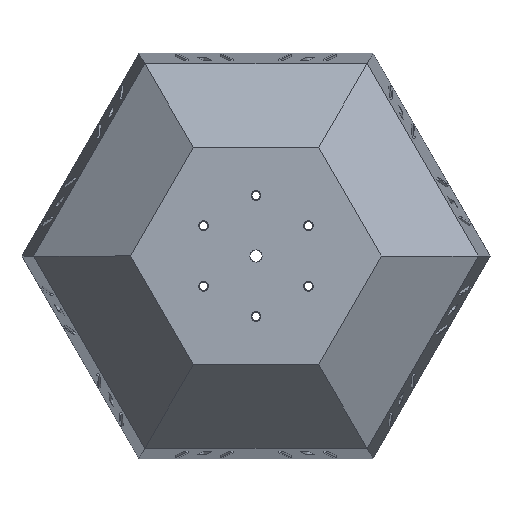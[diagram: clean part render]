
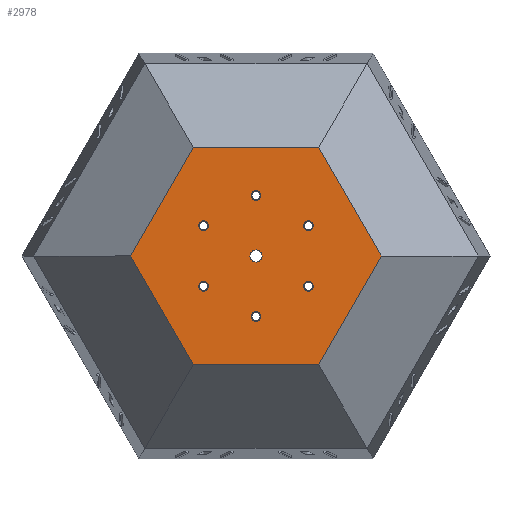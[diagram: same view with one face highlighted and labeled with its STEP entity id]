
A CAD part, front view. The second image highlights one B-rep face of the part: STEP entity #2978.
In plain terms, the highlighted planar face has unit normal (0, -1, 0).
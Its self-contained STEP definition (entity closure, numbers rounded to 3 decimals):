
#1=DIRECTION('',(0.5,0.,-0.866));
#2=VECTOR('',#1,103.5);
#3=CARTESIAN_POINT('',(51.75,0.,89.634));
#4=LINE('',#3,#2);
#5=DIRECTION('',(-0.5,0.,-0.866));
#6=VECTOR('',#5,103.5);
#7=CARTESIAN_POINT('',(103.5,0.,0.));
#8=LINE('',#7,#6);
#9=DIRECTION('',(-1.,0.,0.));
#10=VECTOR('',#9,103.5);
#11=CARTESIAN_POINT('',(51.75,0.,-89.634));
#12=LINE('',#11,#10);
#13=DIRECTION('',(-0.5,0.,0.866));
#14=VECTOR('',#13,103.5);
#15=CARTESIAN_POINT('',(-51.75,0.,-89.634));
#16=LINE('',#15,#14);
#17=DIRECTION('',(0.5,0.,0.866));
#18=VECTOR('',#17,103.5);
#19=CARTESIAN_POINT('',(-103.5,0.,0.));
#20=LINE('',#19,#18);
#21=DIRECTION('',(1.,0.,0.));
#22=VECTOR('',#21,103.5);
#23=CARTESIAN_POINT('',(-51.75,0.,89.634));
#24=LINE('',#23,#22);
#25=CARTESIAN_POINT('',(0.,0.,50.));
#26=DIRECTION('',(0.,-1.,0.));
#27=DIRECTION('',(-1.,0.,0.));
#28=AXIS2_PLACEMENT_3D('',#25,#26,#27);
#30=CARTESIAN_POINT('',(0.,0.,50.));
#31=DIRECTION('',(0.,-1.,0.));
#32=DIRECTION('',(1.,0.,0.));
#33=AXIS2_PLACEMENT_3D('',#30,#31,#32);
#35=CARTESIAN_POINT('',(-43.301,0.,25.));
#36=DIRECTION('',(0.,-1.,0.));
#37=DIRECTION('',(-0.5,0.,-0.866));
#38=AXIS2_PLACEMENT_3D('',#35,#36,#37);
#40=CARTESIAN_POINT('',(-43.301,0.,25.));
#41=DIRECTION('',(0.,-1.,0.));
#42=DIRECTION('',(0.5,0.,0.866));
#43=AXIS2_PLACEMENT_3D('',#40,#41,#42);
#45=CARTESIAN_POINT('',(-43.301,0.,-25.));
#46=DIRECTION('',(0.,-1.,0.));
#47=DIRECTION('',(0.5,0.,-0.866));
#48=AXIS2_PLACEMENT_3D('',#45,#46,#47);
#50=CARTESIAN_POINT('',(-43.301,0.,-25.));
#51=DIRECTION('',(0.,-1.,0.));
#52=DIRECTION('',(-0.5,0.,0.866));
#53=AXIS2_PLACEMENT_3D('',#50,#51,#52);
#55=CARTESIAN_POINT('',(0.,0.,-50.));
#56=DIRECTION('',(0.,-1.,0.));
#57=DIRECTION('',(1.,0.,0.));
#58=AXIS2_PLACEMENT_3D('',#55,#56,#57);
#60=CARTESIAN_POINT('',(0.,0.,-50.));
#61=DIRECTION('',(0.,-1.,0.));
#62=DIRECTION('',(-1.,0.,0.));
#63=AXIS2_PLACEMENT_3D('',#60,#61,#62);
#65=CARTESIAN_POINT('',(43.301,0.,-25.));
#66=DIRECTION('',(0.,-1.,0.));
#67=DIRECTION('',(0.5,0.,0.866));
#68=AXIS2_PLACEMENT_3D('',#65,#66,#67);
#70=CARTESIAN_POINT('',(43.301,0.,-25.));
#71=DIRECTION('',(0.,-1.,0.));
#72=DIRECTION('',(-0.5,0.,-0.866));
#73=AXIS2_PLACEMENT_3D('',#70,#71,#72);
#75=CARTESIAN_POINT('',(43.301,0.,25.));
#76=DIRECTION('',(0.,-1.,0.));
#77=DIRECTION('',(-0.5,0.,0.866));
#78=AXIS2_PLACEMENT_3D('',#75,#76,#77);
#80=CARTESIAN_POINT('',(43.301,0.,25.));
#81=DIRECTION('',(0.,-1.,0.));
#82=DIRECTION('',(0.5,0.,-0.866));
#83=AXIS2_PLACEMENT_3D('',#80,#81,#82);
#85=CARTESIAN_POINT('',(0.,0.,0.));
#86=DIRECTION('',(0.,1.,0.));
#87=DIRECTION('',(-1.,0.,0.));
#88=AXIS2_PLACEMENT_3D('',#85,#86,#87);
#90=CARTESIAN_POINT('',(0.,0.,0.));
#91=DIRECTION('',(0.,1.,0.));
#92=DIRECTION('',(1.,0.,0.));
#93=AXIS2_PLACEMENT_3D('',#90,#91,#92);
#2213=CARTESIAN_POINT('',(51.75,0.,89.634));
#2214=CARTESIAN_POINT('',(103.5,0.,0.));
#2215=VERTEX_POINT('',#2213);
#2216=VERTEX_POINT('',#2214);
#2217=CARTESIAN_POINT('',(51.75,0.,-89.634));
#2218=VERTEX_POINT('',#2217);
#2219=CARTESIAN_POINT('',(-51.75,0.,-89.634));
#2220=VERTEX_POINT('',#2219);
#2221=CARTESIAN_POINT('',(-103.5,0.,0.));
#2222=VERTEX_POINT('',#2221);
#2223=CARTESIAN_POINT('',(-51.75,0.,89.634));
#2224=VERTEX_POINT('',#2223);
#2237=CARTESIAN_POINT('',(-3.5,0.,50.));
#2238=CARTESIAN_POINT('',(3.5,0.,50.));
#2239=VERTEX_POINT('',#2237);
#2240=VERTEX_POINT('',#2238);
#2245=CARTESIAN_POINT('',(-45.051,0.,
21.969));
#2246=CARTESIAN_POINT('',(-41.551,0.,
28.031));
#2247=VERTEX_POINT('',#2245);
#2248=VERTEX_POINT('',#2246);
#2253=CARTESIAN_POINT('',(-41.551,0.,
-28.031));
#2254=CARTESIAN_POINT('',(-45.051,0.,
-21.969));
#2255=VERTEX_POINT('',#2253);
#2256=VERTEX_POINT('',#2254);
#2261=CARTESIAN_POINT('',(3.5,0.,-50.));
#2262=CARTESIAN_POINT('',(-3.5,0.,-50.));
#2263=VERTEX_POINT('',#2261);
#2264=VERTEX_POINT('',#2262);
#2269=CARTESIAN_POINT('',(45.051,0.,
-21.969));
#2270=CARTESIAN_POINT('',(41.551,0.,
-28.031));
#2271=VERTEX_POINT('',#2269);
#2272=VERTEX_POINT('',#2270);
#2277=CARTESIAN_POINT('',(41.551,0.,
28.031));
#2278=CARTESIAN_POINT('',(45.051,0.,
21.969));
#2279=VERTEX_POINT('',#2277);
#2280=VERTEX_POINT('',#2278);
#2333=CARTESIAN_POINT('',(-5.,0.,0.));
#2334=CARTESIAN_POINT('',(5.,0.,0.));
#2335=VERTEX_POINT('',#2333);
#2336=VERTEX_POINT('',#2334);
#2917=CARTESIAN_POINT('',(0.,0.,0.));
#2918=DIRECTION('',(0.,1.,0.));
#2919=DIRECTION('',(-1.,0.,0.));
#2920=AXIS2_PLACEMENT_3D('',#2917,#2918,#2919);
#2921=PLANE('',#2920);
#2923=ORIENTED_EDGE('',*,*,#2922,.T.);
#2925=ORIENTED_EDGE('',*,*,#2924,.T.);
#2927=ORIENTED_EDGE('',*,*,#2926,.T.);
#2929=ORIENTED_EDGE('',*,*,#2928,.T.);
#2931=ORIENTED_EDGE('',*,*,#2930,.T.);
#2933=ORIENTED_EDGE('',*,*,#2932,.T.);
#2934=EDGE_LOOP('',(#2923,#2925,#2927,#2929,#2931,#2933));
#2935=FACE_OUTER_BOUND('',#2934,.F.);
#2937=ORIENTED_EDGE('',*,*,#2936,.T.);
#2939=ORIENTED_EDGE('',*,*,#2938,.T.);
#2940=EDGE_LOOP('',(#2937,#2939));
#2941=FACE_BOUND('',#2940,.F.);
#2943=ORIENTED_EDGE('',*,*,#2942,.T.);
#2945=ORIENTED_EDGE('',*,*,#2944,.T.);
#2946=EDGE_LOOP('',(#2943,#2945));
#2947=FACE_BOUND('',#2946,.F.);
#2949=ORIENTED_EDGE('',*,*,#2948,.T.);
#2951=ORIENTED_EDGE('',*,*,#2950,.T.);
#2952=EDGE_LOOP('',(#2949,#2951));
#2953=FACE_BOUND('',#2952,.F.);
#2955=ORIENTED_EDGE('',*,*,#2954,.T.);
#2957=ORIENTED_EDGE('',*,*,#2956,.T.);
#2958=EDGE_LOOP('',(#2955,#2957));
#2959=FACE_BOUND('',#2958,.F.);
#2961=ORIENTED_EDGE('',*,*,#2960,.T.);
#2963=ORIENTED_EDGE('',*,*,#2962,.T.);
#2964=EDGE_LOOP('',(#2961,#2963));
#2965=FACE_BOUND('',#2964,.F.);
#2967=ORIENTED_EDGE('',*,*,#2966,.T.);
#2969=ORIENTED_EDGE('',*,*,#2968,.T.);
#2970=EDGE_LOOP('',(#2967,#2969));
#2971=FACE_BOUND('',#2970,.F.);
#2973=ORIENTED_EDGE('',*,*,#2972,.F.);
#2975=ORIENTED_EDGE('',*,*,#2974,.F.);
#2976=EDGE_LOOP('',(#2973,#2975));
#2977=FACE_BOUND('',#2976,.F.);
#29=CIRCLE('',#28,3.5);
#34=CIRCLE('',#33,3.5);
#39=CIRCLE('',#38,3.5);
#44=CIRCLE('',#43,3.5);
#49=CIRCLE('',#48,3.5);
#54=CIRCLE('',#53,3.5);
#59=CIRCLE('',#58,3.5);
#64=CIRCLE('',#63,3.5);
#69=CIRCLE('',#68,3.5);
#74=CIRCLE('',#73,3.5);
#79=CIRCLE('',#78,3.5);
#84=CIRCLE('',#83,3.5);
#89=CIRCLE('',#88,5.);
#94=CIRCLE('',#93,5.);
#2922=EDGE_CURVE('',#2215,#2216,#4,.T.);
#2924=EDGE_CURVE('',#2216,#2218,#8,.T.);
#2926=EDGE_CURVE('',#2218,#2220,#12,.T.);
#2928=EDGE_CURVE('',#2220,#2222,#16,.T.);
#2930=EDGE_CURVE('',#2222,#2224,#20,.T.);
#2932=EDGE_CURVE('',#2224,#2215,#24,.T.);
#2936=EDGE_CURVE('',#2239,#2240,#29,.T.);
#2938=EDGE_CURVE('',#2240,#2239,#34,.T.);
#2942=EDGE_CURVE('',#2247,#2248,#39,.T.);
#2944=EDGE_CURVE('',#2248,#2247,#44,.T.);
#2948=EDGE_CURVE('',#2255,#2256,#49,.T.);
#2950=EDGE_CURVE('',#2256,#2255,#54,.T.);
#2954=EDGE_CURVE('',#2263,#2264,#59,.T.);
#2956=EDGE_CURVE('',#2264,#2263,#64,.T.);
#2960=EDGE_CURVE('',#2271,#2272,#69,.T.);
#2962=EDGE_CURVE('',#2272,#2271,#74,.T.);
#2966=EDGE_CURVE('',#2279,#2280,#79,.T.);
#2968=EDGE_CURVE('',#2280,#2279,#84,.T.);
#2972=EDGE_CURVE('',#2335,#2336,#89,.T.);
#2974=EDGE_CURVE('',#2336,#2335,#94,.T.);
#2978=ADVANCED_FACE('',(#2935,#2941,#2947,#2953,#2959,#2965,#2971,#2977),#2921,
.F.);
